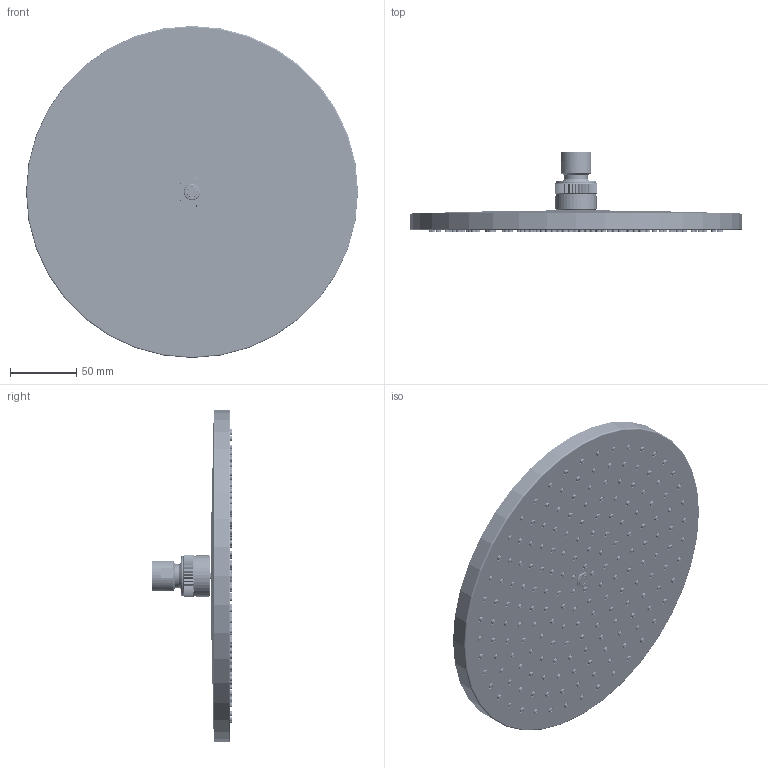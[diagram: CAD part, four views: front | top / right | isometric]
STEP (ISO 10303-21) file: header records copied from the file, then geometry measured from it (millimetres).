
FILE_DESCRIPTION((''),'2;1');
FILE_NAME('32A-00_ASM','2019-12-05T',('Administrator'),(''),'PRO/ENGINEER BY PARAMETRIC TECHNOLOGY CORPORATION, 2010280','PRO/ENGINEER BY PARAMETRIC TECHNOLOGY CORPORATION, 2010280','');
FILE_SCHEMA(('CONFIG_CONTROL_DESIGN'));
Length unit declared in the file: millimetre
Products named in the file (12): 32A-01; 31A-01; 31A-04; 29A-02; 29A-05; 29A-01; 29A-10; 29A-21; 29A-22; P-D; 26B-07; 32A-00_ASM
Assembly tree (25 placements, depth 2):
  32A-00_ASM
    32A-01
    31A-01
    31A-04
    29A-02
    29A-05
    29A-01
    29A-10
    29A-21
    29A-22
    P-D
    26B-07  x15
Bounding box: 250 x 60.2 x 250 mm (x, y, z)
Volume: 185330.8 mm3; surface area: 343639 mm2
Topology: 25 solids, 25 shells, 3554 faces, 8578 edges, 5316 vertices
Faces by surface type: cylinder 1342, cone 900, bspline 690, plane 504, torus 80, sphere 38
Entity records: 110791 total; most frequent: CARTESIAN_POINT 45631, ORIENTED_EDGE 13460, DIRECTION 13310, EDGE_CURVE 6730, AXIS2_PLACEMENT_3D 5582, VERTEX_POINT 4154, EDGE_LOOP 3764, CIRCLE 3171
